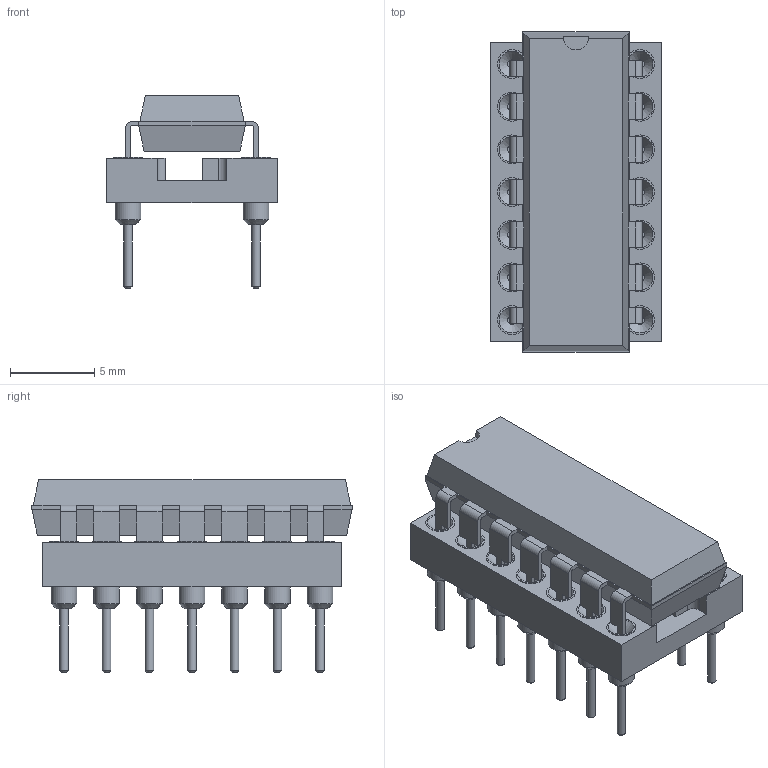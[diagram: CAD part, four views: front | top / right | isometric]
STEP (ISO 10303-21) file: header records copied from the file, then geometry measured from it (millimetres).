
FILE_DESCRIPTION(/* description */ (''),/* implementation_level */ '2;1');
FILE_NAME(/* name */ 'DIP-14_W7.62mm_With_Socket.step',/* time_stamp */ '2020-08-13T15:58:16-06:00',/* author */ (''),/* organization */ (''),/* preprocessor_version */ 'ST-DEVELOPER v18.1',/* originating_system */ 'Autodesk Translation Framework v9.3.0.1241',/* authorisation */ '');
FILE_SCHEMA (('AUTOMOTIVE_DESIGN { 1 0 10303 214 3 1 1 }'));
Length unit declared in the file: millimetre
Products named in the file (2): DIP-14_W7.62mm; DIP-14_W7.62mm_Socket
Assembly tree (1 placements, depth 2):
  DIP-14_W7.62mm
    DIP-14_W7.62mm_Socket
Bounding box: 10.16 x 19.05 x 11.46 mm (x, y, z)
Volume: 740.1 mm3; surface area: 1281.7 mm2
Topology: 2 solids, 2 shells, 457 faces, 1056 edges, 671 vertices
Faces by surface type: plane 318, cylinder 97, cone 42
Full cylindrical faces by diameter (mm): 0.508 x28, 1.524 x14, 1.724 x14
Entity records: 13323 total; most frequent: DIRECTION 2228, CARTESIAN_POINT 2187, ORIENTED_EDGE 2112, EDGE_CURVE 1056, LINE 804, VECTOR 804, AXIS2_PLACEMENT_3D 712, VERTEX_POINT 671
